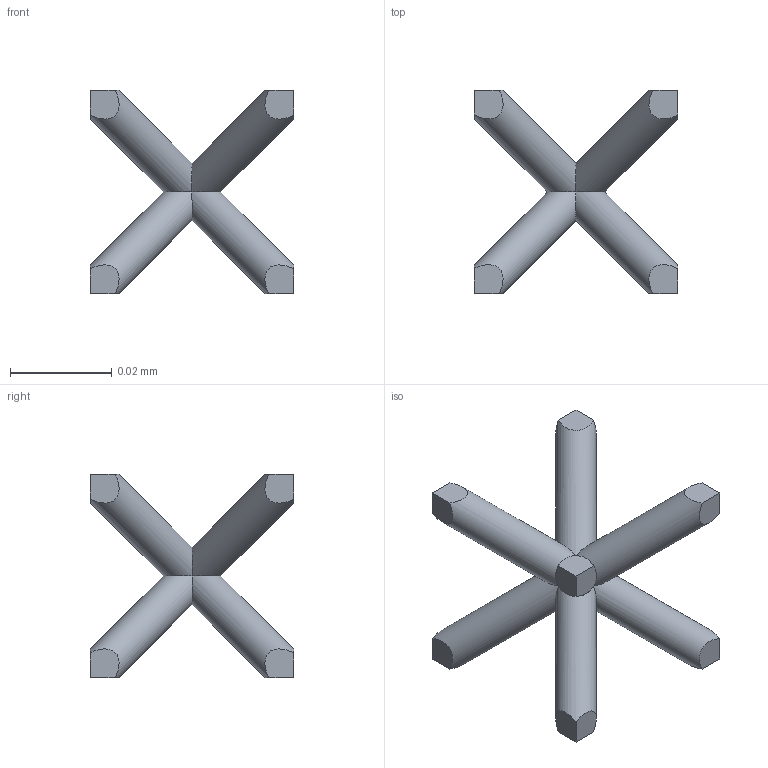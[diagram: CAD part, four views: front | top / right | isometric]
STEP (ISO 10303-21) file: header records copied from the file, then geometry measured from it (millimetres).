
FILE_DESCRIPTION (( 'STEP AP203' ), '1' );
FILE_NAME ('BCC.STEP', '2025-11-08T06:32:33', ( '' ), ( '' ), 'SwSTEP 2.0', 'SolidWorks 2024', '' );
FILE_SCHEMA (( 'CONFIG_CONTROL_DESIGN' ));
Length unit declared in the file: millimetre
Products named in the file (1): BCC
Bounding box: 0.04 x 0.04 x 0.04 mm (x, y, z)
Volume: 0 mm3; surface area: 0 mm2
Topology: 1 solids, 1 shells, 32 faces, 76 edges, 46 vertices
Faces by surface type: plane 24, cylinder 8
Full cylindrical faces by diameter (mm): 0.008 x8
Entity records: 853 total; most frequent: CARTESIAN_POINT 239, ORIENTED_EDGE 120, DIRECTION 90, EDGE_CURVE 60, FACE_OUTER_BOUND 40, EDGE_LOOP 40, VERTEX_POINT 38, AXIS2_PLACEMENT_3D 33
